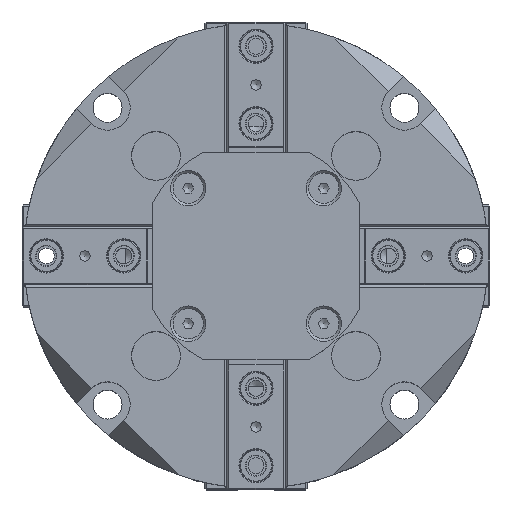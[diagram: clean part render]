
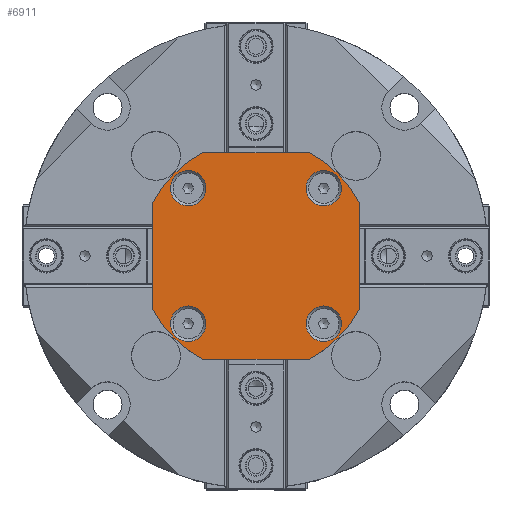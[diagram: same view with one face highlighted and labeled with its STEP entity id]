
A CAD part, top view. The second image highlights one B-rep face of the part: STEP entity #6911.
In plain terms, the highlighted planar face has unit normal (0, 0, 1).
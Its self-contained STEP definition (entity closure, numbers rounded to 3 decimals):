
#269=FACE_BOUND('',#1492,.T.);
#270=FACE_BOUND('',#1493,.T.);
#271=FACE_BOUND('',#1494,.T.);
#272=FACE_BOUND('',#1495,.T.);
#503=CIRCLE('',#7612,5.5);
#504=CIRCLE('',#7613,5.5);
#508=CIRCLE('',#7619,5.5);
#509=CIRCLE('',#7620,5.5);
#513=CIRCLE('',#7626,5.5);
#514=CIRCLE('',#7627,5.5);
#518=CIRCLE('',#7633,5.5);
#519=CIRCLE('',#7634,5.5);
#548=CIRCLE('',#7690,36.);
#550=CIRCLE('',#7694,36.);
#552=CIRCLE('',#7698,36.);
#554=CIRCLE('',#7702,36.);
#754=PLANE('',#7704);
#1079=FACE_OUTER_BOUND('',#1491,.T.);
#1491=EDGE_LOOP('',(#5935,#5936,#5937,#5938,#5939,#5940,#5941,#5942));
#1492=EDGE_LOOP('',(#5943,#5944));
#1493=EDGE_LOOP('',(#5945,#5946));
#1494=EDGE_LOOP('',(#5947,#5948));
#1495=EDGE_LOOP('',(#5949,#5950));
#1961=LINE('',#12466,#2505);
#1965=LINE('',#12478,#2509);
#1969=LINE('',#12490,#2513);
#1973=LINE('',#12500,#2517);
#2505=VECTOR('',#9372,10.);
#2509=VECTOR('',#9384,10.);
#2513=VECTOR('',#9396,10.);
#2517=VECTOR('',#9408,10.);
#3214=VERTEX_POINT('',#12253);
#3215=VERTEX_POINT('',#12254);
#3219=VERTEX_POINT('',#12267);
#3220=VERTEX_POINT('',#12268);
#3224=VERTEX_POINT('',#12281);
#3225=VERTEX_POINT('',#12282);
#3229=VERTEX_POINT('',#12295);
#3230=VERTEX_POINT('',#12296);
#3284=VERTEX_POINT('',#12457);
#3285=VERTEX_POINT('',#12459);
#3287=VERTEX_POINT('',#12465);
#3289=VERTEX_POINT('',#12471);
#3291=VERTEX_POINT('',#12477);
#3293=VERTEX_POINT('',#12483);
#3295=VERTEX_POINT('',#12489);
#3297=VERTEX_POINT('',#12495);
#4100=EDGE_CURVE('',#3214,#3215,#503,.T.);
#4101=EDGE_CURVE('',#3215,#3214,#504,.T.);
#4107=EDGE_CURVE('',#3219,#3220,#508,.T.);
#4108=EDGE_CURVE('',#3220,#3219,#509,.T.);
#4114=EDGE_CURVE('',#3224,#3225,#513,.T.);
#4115=EDGE_CURVE('',#3225,#3224,#514,.T.);
#4121=EDGE_CURVE('',#3229,#3230,#518,.T.);
#4122=EDGE_CURVE('',#3230,#3229,#519,.T.);
#4202=EDGE_CURVE('',#3285,#3284,#548,.T.);
#4205=EDGE_CURVE('',#3287,#3285,#1961,.T.);
#4208=EDGE_CURVE('',#3289,#3287,#550,.T.);
#4211=EDGE_CURVE('',#3291,#3289,#1965,.T.);
#4214=EDGE_CURVE('',#3293,#3291,#552,.T.);
#4217=EDGE_CURVE('',#3295,#3293,#1969,.T.);
#4220=EDGE_CURVE('',#3297,#3295,#554,.T.);
#4223=EDGE_CURVE('',#3284,#3297,#1973,.T.);
#5935=ORIENTED_EDGE('',*,*,#4223,.T.);
#5936=ORIENTED_EDGE('',*,*,#4220,.T.);
#5937=ORIENTED_EDGE('',*,*,#4217,.T.);
#5938=ORIENTED_EDGE('',*,*,#4214,.T.);
#5939=ORIENTED_EDGE('',*,*,#4211,.T.);
#5940=ORIENTED_EDGE('',*,*,#4208,.T.);
#5941=ORIENTED_EDGE('',*,*,#4205,.T.);
#5942=ORIENTED_EDGE('',*,*,#4202,.T.);
#5943=ORIENTED_EDGE('',*,*,#4100,.T.);
#5944=ORIENTED_EDGE('',*,*,#4101,.T.);
#5945=ORIENTED_EDGE('',*,*,#4107,.T.);
#5946=ORIENTED_EDGE('',*,*,#4108,.T.);
#5947=ORIENTED_EDGE('',*,*,#4114,.T.);
#5948=ORIENTED_EDGE('',*,*,#4115,.T.);
#5949=ORIENTED_EDGE('',*,*,#4121,.T.);
#5950=ORIENTED_EDGE('',*,*,#4122,.T.);
#6911=ADVANCED_FACE('',(#1079,#269,#270,#271,#272),#754,.T.);
#7612=AXIS2_PLACEMENT_3D('',#12255,#9153,#9154);
#7613=AXIS2_PLACEMENT_3D('',#12256,#9155,#9156);
#7619=AXIS2_PLACEMENT_3D('',#12269,#9169,#9170);
#7620=AXIS2_PLACEMENT_3D('',#12270,#9171,#9172);
#7626=AXIS2_PLACEMENT_3D('',#12283,#9185,#9186);
#7627=AXIS2_PLACEMENT_3D('',#12284,#9187,#9188);
#7633=AXIS2_PLACEMENT_3D('',#12297,#9201,#9202);
#7634=AXIS2_PLACEMENT_3D('',#12298,#9203,#9204);
#7690=AXIS2_PLACEMENT_3D('',#12460,#9366,#9367);
#7694=AXIS2_PLACEMENT_3D('',#12472,#9378,#9379);
#7698=AXIS2_PLACEMENT_3D('',#12484,#9390,#9391);
#7702=AXIS2_PLACEMENT_3D('',#12496,#9402,#9403);
#7704=AXIS2_PLACEMENT_3D('',#12501,#9409,#9410);
#9153=DIRECTION('center_axis',(0.,0.,-1.));
#9154=DIRECTION('ref_axis',(1.,0.,0.));
#9155=DIRECTION('center_axis',(0.,0.,-1.));
#9156=DIRECTION('ref_axis',(1.,0.,0.));
#9169=DIRECTION('center_axis',(0.,0.,-1.));
#9170=DIRECTION('ref_axis',(1.,0.,0.));
#9171=DIRECTION('center_axis',(0.,0.,-1.));
#9172=DIRECTION('ref_axis',(1.,0.,0.));
#9185=DIRECTION('center_axis',(0.,0.,-1.));
#9186=DIRECTION('ref_axis',(1.,0.,0.));
#9187=DIRECTION('center_axis',(0.,0.,-1.));
#9188=DIRECTION('ref_axis',(1.,0.,0.));
#9201=DIRECTION('center_axis',(0.,0.,-1.));
#9202=DIRECTION('ref_axis',(1.,0.,0.));
#9203=DIRECTION('center_axis',(0.,0.,-1.));
#9204=DIRECTION('ref_axis',(1.,0.,0.));
#9366=DIRECTION('center_axis',(0.,0.,1.));
#9367=DIRECTION('ref_axis',(-0.458,0.889,0.));
#9372=DIRECTION('',(-1.,0.,0.));
#9378=DIRECTION('center_axis',(0.,0.,1.));
#9379=DIRECTION('ref_axis',(0.889,0.458,0.));
#9384=DIRECTION('',(0.,1.,0.));
#9390=DIRECTION('center_axis',(0.,0.,1.));
#9391=DIRECTION('ref_axis',(0.458,-0.889,0.));
#9396=DIRECTION('',(1.,0.,0.));
#9402=DIRECTION('center_axis',(0.,0.,1.));
#9403=DIRECTION('ref_axis',(-0.889,-0.458,0.));
#9408=DIRECTION('',(0.,-1.,0.));
#9409=DIRECTION('center_axis',(0.,0.,1.));
#9410=DIRECTION('ref_axis',(1.,0.,0.));
#12253=CARTESIAN_POINT('',(26.5,-21.,3.));
#12254=CARTESIAN_POINT('',(15.5,-21.,3.));
#12255=CARTESIAN_POINT('Origin',(21.,-21.,3.));
#12256=CARTESIAN_POINT('Origin',(21.,-21.,3.));
#12267=CARTESIAN_POINT('',(-15.5,21.,3.));
#12268=CARTESIAN_POINT('',(-26.5,21.,3.));
#12269=CARTESIAN_POINT('Origin',(-21.,21.,3.));
#12270=CARTESIAN_POINT('Origin',(-21.,21.,3.));
#12281=CARTESIAN_POINT('',(26.5,21.,3.));
#12282=CARTESIAN_POINT('',(15.5,21.,3.));
#12283=CARTESIAN_POINT('Origin',(21.,21.,3.));
#12284=CARTESIAN_POINT('Origin',(21.,21.,3.));
#12295=CARTESIAN_POINT('',(-15.5,-21.,3.));
#12296=CARTESIAN_POINT('',(-26.5,-21.,3.));
#12297=CARTESIAN_POINT('Origin',(-21.,-21.,3.));
#12298=CARTESIAN_POINT('Origin',(-21.,-21.,3.));
#12457=CARTESIAN_POINT('',(-32.,16.492,3.));
#12459=CARTESIAN_POINT('',(-16.492,32.,3.));
#12460=CARTESIAN_POINT('Origin',(0.,0.,3.));
#12465=CARTESIAN_POINT('',(16.492,32.,3.));
#12466=CARTESIAN_POINT('',(16.492,32.,3.));
#12471=CARTESIAN_POINT('',(32.,16.492,3.));
#12472=CARTESIAN_POINT('Origin',(0.,0.,3.));
#12477=CARTESIAN_POINT('',(32.,-16.492,3.));
#12478=CARTESIAN_POINT('',(32.,-16.492,3.));
#12483=CARTESIAN_POINT('',(16.492,-32.,3.));
#12484=CARTESIAN_POINT('Origin',(0.,0.,3.));
#12489=CARTESIAN_POINT('',(-16.492,-32.,3.));
#12490=CARTESIAN_POINT('',(-16.492,-32.,3.));
#12495=CARTESIAN_POINT('',(-32.,-16.492,3.));
#12496=CARTESIAN_POINT('Origin',(0.,0.,3.));
#12500=CARTESIAN_POINT('',(-32.,16.492,3.));
#12501=CARTESIAN_POINT('Origin',(0.,0.,3.));
